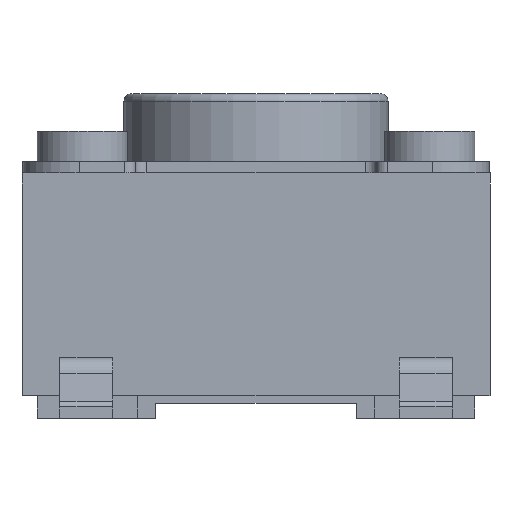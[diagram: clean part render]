
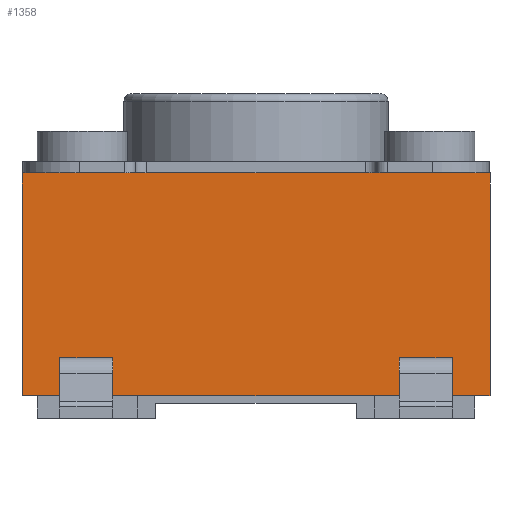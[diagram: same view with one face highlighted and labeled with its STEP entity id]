
A CAD part, front view. The second image highlights one B-rep face of the part: STEP entity #1358.
In plain terms, the highlighted planar face has unit normal (0, -1, 0).
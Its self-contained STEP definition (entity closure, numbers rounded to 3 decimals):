
#24 = VERTEX_POINT('',#25);
#25 = CARTESIAN_POINT('',(-1.895,-3.1,0.3));
#31 = EDGE_CURVE('',#24,#32,#34,.T.);
#32 = VERTEX_POINT('',#33);
#33 = CARTESIAN_POINT('',(-1.895,-3.1,0.8));
#34 = LINE('',#35,#36);
#35 = CARTESIAN_POINT('',(-1.895,-3.1,-8.966));
#36 = VECTOR('',#37,1.);
#37 = DIRECTION('',(0.,0.,1.));
#447 = VERTEX_POINT('',#448);
#448 = CARTESIAN_POINT('',(2.6,-3.1,0.8));
#597 = EDGE_CURVE('',#598,#447,#600,.T.);
#598 = VERTEX_POINT('',#599);
#599 = CARTESIAN_POINT('',(1.9,-3.1,0.8));
#600 = LINE('',#601,#602);
#601 = CARTESIAN_POINT('',(1.9,-3.1,0.8));
#602 = VECTOR('',#603,1.);
#603 = DIRECTION('',(1.,0.,0.));
#683 = VERTEX_POINT('',#684);
#684 = CARTESIAN_POINT('',(-1.9,-3.1,0.8));
#888 = VERTEX_POINT('',#889);
#889 = CARTESIAN_POINT('',(-2.6,-3.1,0.8));
#978 = EDGE_CURVE('',#683,#888,#979,.T.);
#979 = LINE('',#980,#981);
#980 = CARTESIAN_POINT('',(-1.9,-3.1,0.8));
#981 = VECTOR('',#982,1.);
#982 = DIRECTION('',(-1.,0.,0.));
#1133 = EDGE_CURVE('',#1134,#1136,#1138,.T.);
#1134 = VERTEX_POINT('',#1135);
#1135 = CARTESIAN_POINT('',(2.605,-3.1,0.3));
#1136 = VERTEX_POINT('',#1137);
#1137 = CARTESIAN_POINT('',(2.605,-3.1,0.8));
#1138 = LINE('',#1139,#1140);
#1139 = CARTESIAN_POINT('',(2.605,-3.1,-8.966));
#1140 = VECTOR('',#1141,1.);
#1141 = DIRECTION('',(0.,0.,1.));
#1189 = EDGE_CURVE('',#598,#1190,#1192,.T.);
#1190 = VERTEX_POINT('',#1191);
#1191 = CARTESIAN_POINT('',(1.895,-3.1,0.8));
#1192 = LINE('',#1193,#1194);
#1193 = CARTESIAN_POINT('',(2.605,-3.1,0.8));
#1194 = VECTOR('',#1195,1.);
#1195 = DIRECTION('',(-1.,0.,0.));
#1258 = EDGE_CURVE('',#1259,#1190,#1261,.T.);
#1259 = VERTEX_POINT('',#1260);
#1260 = CARTESIAN_POINT('',(1.895,-3.1,0.3));
#1261 = LINE('',#1262,#1263);
#1262 = CARTESIAN_POINT('',(1.895,-3.1,-8.966));
#1263 = VECTOR('',#1264,1.);
#1264 = DIRECTION('',(0.,0.,1.));
#1282 = EDGE_CURVE('',#1283,#888,#1285,.T.);
#1283 = VERTEX_POINT('',#1284);
#1284 = CARTESIAN_POINT('',(-2.605,-3.1,0.8));
#1285 = LINE('',#1286,#1287);
#1286 = CARTESIAN_POINT('',(-2.605,-3.1,0.8));
#1287 = VECTOR('',#1288,1.);
#1288 = DIRECTION('',(1.,0.,0.));
#1305 = VERTEX_POINT('',#1306);
#1306 = CARTESIAN_POINT('',(-2.605,-3.1,0.3));
#1314 = EDGE_CURVE('',#1305,#1283,#1315,.T.);
#1315 = LINE('',#1316,#1317);
#1316 = CARTESIAN_POINT('',(-2.605,-3.1,-8.966));
#1317 = VECTOR('',#1318,1.);
#1318 = DIRECTION('',(0.,0.,1.));
#1328 = EDGE_CURVE('',#683,#32,#1329,.T.);
#1329 = LINE('',#1330,#1331);
#1330 = CARTESIAN_POINT('',(-2.605,-3.1,0.8));
#1331 = VECTOR('',#1332,1.);
#1332 = DIRECTION('',(1.,0.,0.));
#1345 = EDGE_CURVE('',#1136,#447,#1346,.T.);
#1346 = LINE('',#1347,#1348);
#1347 = CARTESIAN_POINT('',(2.605,-3.1,0.8));
#1348 = VECTOR('',#1349,1.);
#1349 = DIRECTION('',(-1.,0.,0.));
#1358 = ADVANCED_FACE('',(#1359),#1415,.F.);
#1359 = FACE_BOUND('',#1360,.T.);
#1360 = EDGE_LOOP('',(#1361,#1362,#1363,#1364,#1365,#1366,#1374,#1382,
    #1390,#1398,#1404,#1405,#1406,#1407,#1408,#1409));
#1361 = ORIENTED_EDGE('',*,*,#1258,.T.);
#1362 = ORIENTED_EDGE('',*,*,#1189,.F.);
#1363 = ORIENTED_EDGE('',*,*,#597,.T.);
#1364 = ORIENTED_EDGE('',*,*,#1345,.F.);
#1365 = ORIENTED_EDGE('',*,*,#1133,.F.);
#1366 = ORIENTED_EDGE('',*,*,#1367,.F.);
#1367 = EDGE_CURVE('',#1368,#1134,#1370,.T.);
#1368 = VERTEX_POINT('',#1369);
#1369 = CARTESIAN_POINT('',(3.1,-3.1,0.3));
#1370 = LINE('',#1371,#1372);
#1371 = CARTESIAN_POINT('',(3.1,-3.1,0.3));
#1372 = VECTOR('',#1373,1.);
#1373 = DIRECTION('',(-1.,0.,0.));
#1374 = ORIENTED_EDGE('',*,*,#1375,.F.);
#1375 = EDGE_CURVE('',#1376,#1368,#1378,.T.);
#1376 = VERTEX_POINT('',#1377);
#1377 = CARTESIAN_POINT('',(3.1,-3.1,3.25));
#1378 = LINE('',#1379,#1380);
#1379 = CARTESIAN_POINT('',(3.1,-3.1,3.25));
#1380 = VECTOR('',#1381,1.);
#1381 = DIRECTION('',(0.,0.,-1.));
#1382 = ORIENTED_EDGE('',*,*,#1383,.F.);
#1383 = EDGE_CURVE('',#1384,#1376,#1386,.T.);
#1384 = VERTEX_POINT('',#1385);
#1385 = CARTESIAN_POINT('',(-3.1,-3.1,3.25));
#1386 = LINE('',#1387,#1388);
#1387 = CARTESIAN_POINT('',(-3.1,-3.1,3.25));
#1388 = VECTOR('',#1389,1.);
#1389 = DIRECTION('',(1.,0.,0.));
#1390 = ORIENTED_EDGE('',*,*,#1391,.T.);
#1391 = EDGE_CURVE('',#1384,#1392,#1394,.T.);
#1392 = VERTEX_POINT('',#1393);
#1393 = CARTESIAN_POINT('',(-3.1,-3.1,0.3));
#1394 = LINE('',#1395,#1396);
#1395 = CARTESIAN_POINT('',(-3.1,-3.1,3.25));
#1396 = VECTOR('',#1397,1.);
#1397 = DIRECTION('',(0.,0.,-1.));
#1398 = ORIENTED_EDGE('',*,*,#1399,.F.);
#1399 = EDGE_CURVE('',#1305,#1392,#1400,.T.);
#1400 = LINE('',#1401,#1402);
#1401 = CARTESIAN_POINT('',(3.1,-3.1,0.3));
#1402 = VECTOR('',#1403,1.);
#1403 = DIRECTION('',(-1.,0.,0.));
#1404 = ORIENTED_EDGE('',*,*,#1314,.T.);
#1405 = ORIENTED_EDGE('',*,*,#1282,.T.);
#1406 = ORIENTED_EDGE('',*,*,#978,.F.);
#1407 = ORIENTED_EDGE('',*,*,#1328,.T.);
#1408 = ORIENTED_EDGE('',*,*,#31,.F.);
#1409 = ORIENTED_EDGE('',*,*,#1410,.F.);
#1410 = EDGE_CURVE('',#1259,#24,#1411,.T.);
#1411 = LINE('',#1412,#1413);
#1412 = CARTESIAN_POINT('',(3.1,-3.1,0.3));
#1413 = VECTOR('',#1414,1.);
#1414 = DIRECTION('',(-1.,0.,0.));
#1415 = PLANE('',#1416);
#1416 = AXIS2_PLACEMENT_3D('',#1417,#1418,#1419);
#1417 = CARTESIAN_POINT('',(-3.1,-3.1,3.25));
#1418 = DIRECTION('',(0.,1.,0.));
#1419 = DIRECTION('',(0.,0.,-1.));
